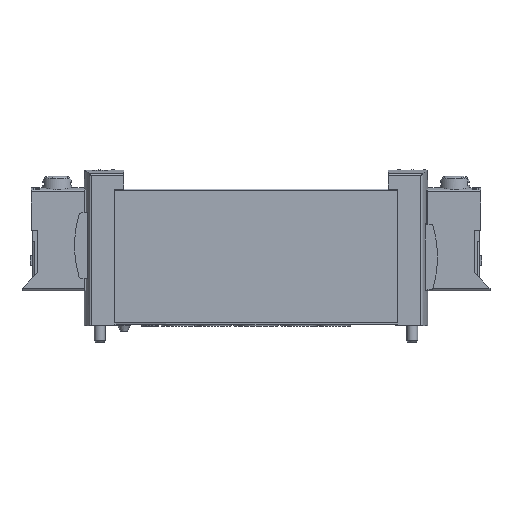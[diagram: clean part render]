
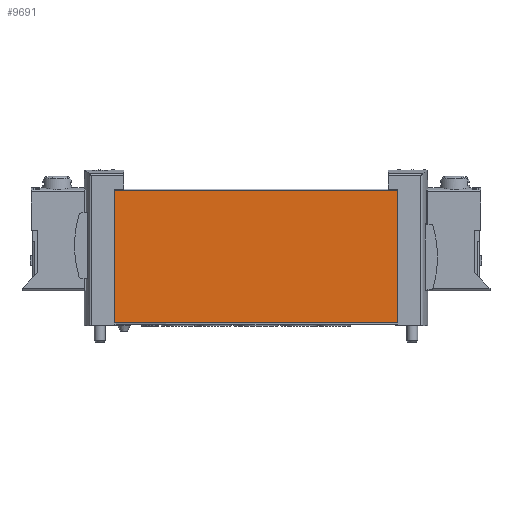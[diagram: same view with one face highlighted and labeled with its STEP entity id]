
A CAD part, top view. The second image highlights one B-rep face of the part: STEP entity #9691.
In plain terms, the highlighted planar face has unit normal (0, 0, 1).
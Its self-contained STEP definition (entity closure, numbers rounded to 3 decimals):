
#138=PLANE('',#10414);
#739=LINE('',#14894,#1570);
#748=LINE('',#14928,#1579);
#753=LINE('',#14944,#1584);
#756=LINE('',#14950,#1587);
#1570=VECTOR('',#11642,1000.);
#1579=VECTOR('',#11673,1000.);
#1584=VECTOR('',#11692,1000.);
#1587=VECTOR('',#11701,1000.);
#2566=ORIENTED_EDGE('',*,*,#5390,.T.);
#2567=ORIENTED_EDGE('',*,*,#5381,.F.);
#2568=ORIENTED_EDGE('',*,*,#5393,.F.);
#2569=ORIENTED_EDGE('',*,*,#5362,.T.);
#5362=EDGE_CURVE('',#6780,#6779,#739,.T.);
#5381=EDGE_CURVE('',#6793,#6790,#748,.T.);
#5390=EDGE_CURVE('',#6779,#6790,#753,.T.);
#5393=EDGE_CURVE('',#6780,#6793,#756,.T.);
#6779=VERTEX_POINT('',#14893);
#6780=VERTEX_POINT('',#14895);
#6790=VERTEX_POINT('',#14918);
#6793=VERTEX_POINT('',#14927);
#8036=EDGE_LOOP('',(#2566,#2567,#2568,#2569));
#8791=FACE_BOUND('',#8036,.T.);
#9691=ADVANCED_FACE('',(#8791),#138,.F.);
#10414=AXIS2_PLACEMENT_3D('',#14951,#11702,#11703);
#11642=DIRECTION('',(-1.,0.,0.));
#11673=DIRECTION('',(-1.,0.,0.));
#11692=DIRECTION('',(0.,-1.,0.));
#11701=DIRECTION('',(0.,-1.,0.));
#11702=DIRECTION('',(0.,0.,-1.));
#11703=DIRECTION('',(-1.,0.,0.));
#14893=CARTESIAN_POINT('',(-39.2,36.6,9.15));
#14894=CARTESIAN_POINT('',(39.2,36.6,9.15));
#14895=CARTESIAN_POINT('',(39.2,36.6,9.15));
#14918=CARTESIAN_POINT('',(-39.2,0.,9.15));
#14927=CARTESIAN_POINT('',(39.2,0.,9.15));
#14928=CARTESIAN_POINT('',(39.2,0.,9.15));
#14944=CARTESIAN_POINT('',(-39.2,36.6,9.15));
#14950=CARTESIAN_POINT('',(39.2,36.6,9.15));
#14951=CARTESIAN_POINT('',(39.2,36.6,9.15));
